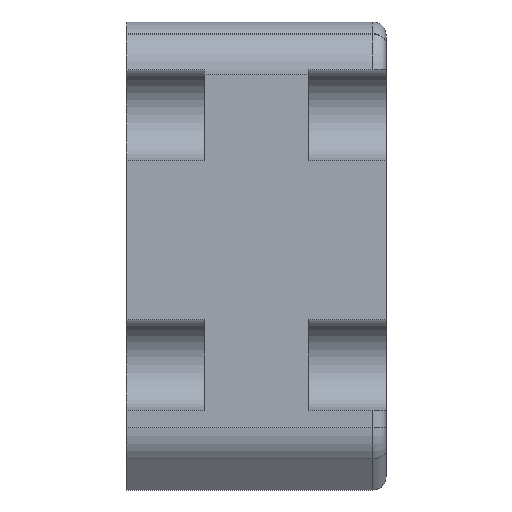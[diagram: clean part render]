
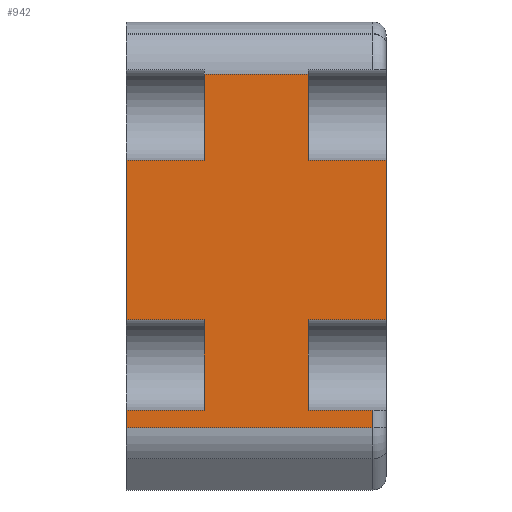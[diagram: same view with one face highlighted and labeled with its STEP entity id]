
A CAD part, front view. The second image highlights one B-rep face of the part: STEP entity #942.
In plain terms, the highlighted planar face has unit normal (0, -1, 0).
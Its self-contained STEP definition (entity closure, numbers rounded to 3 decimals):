
#25=PLANE('',#1063);
#84=FACE_OUTER_BOUND('',#138,.T.);
#138=EDGE_LOOP('',(#755,#756,#757,#758,#759,#760,#761,#762,#763,#764,#765,
#766,#767,#768,#769,#770));
#224=LINE('',#1497,#310);
#234=LINE('',#1528,#320);
#259=LINE('',#1592,#345);
#260=LINE('',#1596,#346);
#261=LINE('',#1598,#347);
#262=LINE('',#1600,#348);
#263=LINE('',#1602,#349);
#264=LINE('',#1604,#350);
#265=LINE('',#1605,#351);
#266=LINE('',#1607,#352);
#267=LINE('',#1609,#353);
#268=LINE('',#1611,#354);
#269=LINE('',#1613,#355);
#270=LINE('',#1615,#356);
#271=LINE('',#1617,#357);
#272=LINE('',#1618,#358);
#310=VECTOR('',#1199,10.);
#320=VECTOR('',#1229,10.);
#345=VECTOR('',#1300,10.);
#346=VECTOR('',#1305,10.);
#347=VECTOR('',#1306,10.);
#348=VECTOR('',#1307,10.);
#349=VECTOR('',#1308,10.);
#350=VECTOR('',#1309,10.);
#351=VECTOR('',#1310,10.);
#352=VECTOR('',#1311,10.);
#353=VECTOR('',#1312,10.);
#354=VECTOR('',#1313,10.);
#355=VECTOR('',#1314,10.);
#356=VECTOR('',#1315,10.);
#357=VECTOR('',#1316,10.);
#358=VECTOR('',#1317,10.);
#413=VERTEX_POINT('',#1494);
#414=VERTEX_POINT('',#1496);
#424=VERTEX_POINT('',#1525);
#425=VERTEX_POINT('',#1527);
#441=VERTEX_POINT('',#1591);
#442=VERTEX_POINT('',#1595);
#443=VERTEX_POINT('',#1597);
#444=VERTEX_POINT('',#1599);
#445=VERTEX_POINT('',#1601);
#446=VERTEX_POINT('',#1603);
#447=VERTEX_POINT('',#1606);
#448=VERTEX_POINT('',#1608);
#449=VERTEX_POINT('',#1610);
#450=VERTEX_POINT('',#1612);
#451=VERTEX_POINT('',#1614);
#452=VERTEX_POINT('',#1616);
#514=EDGE_CURVE('',#413,#414,#224,.T.);
#530=EDGE_CURVE('',#424,#425,#234,.T.);
#562=EDGE_CURVE('',#414,#441,#259,.T.);
#564=EDGE_CURVE('',#413,#442,#260,.T.);
#565=EDGE_CURVE('',#442,#443,#261,.T.);
#566=EDGE_CURVE('',#443,#444,#262,.T.);
#567=EDGE_CURVE('',#445,#444,#263,.T.);
#568=EDGE_CURVE('',#445,#446,#264,.T.);
#569=EDGE_CURVE('',#446,#425,#265,.T.);
#570=EDGE_CURVE('',#424,#447,#266,.T.);
#571=EDGE_CURVE('',#447,#448,#267,.T.);
#572=EDGE_CURVE('',#449,#448,#268,.T.);
#573=EDGE_CURVE('',#449,#450,#269,.T.);
#574=EDGE_CURVE('',#450,#451,#270,.T.);
#575=EDGE_CURVE('',#451,#452,#271,.T.);
#576=EDGE_CURVE('',#441,#452,#272,.T.);
#755=ORIENTED_EDGE('',*,*,#514,.F.);
#756=ORIENTED_EDGE('',*,*,#564,.T.);
#757=ORIENTED_EDGE('',*,*,#565,.T.);
#758=ORIENTED_EDGE('',*,*,#566,.T.);
#759=ORIENTED_EDGE('',*,*,#567,.F.);
#760=ORIENTED_EDGE('',*,*,#568,.T.);
#761=ORIENTED_EDGE('',*,*,#569,.T.);
#762=ORIENTED_EDGE('',*,*,#530,.F.);
#763=ORIENTED_EDGE('',*,*,#570,.T.);
#764=ORIENTED_EDGE('',*,*,#571,.T.);
#765=ORIENTED_EDGE('',*,*,#572,.F.);
#766=ORIENTED_EDGE('',*,*,#573,.T.);
#767=ORIENTED_EDGE('',*,*,#574,.T.);
#768=ORIENTED_EDGE('',*,*,#575,.T.);
#769=ORIENTED_EDGE('',*,*,#576,.F.);
#770=ORIENTED_EDGE('',*,*,#562,.F.);
#942=ADVANCED_FACE('',(#84),#25,.F.);
#1063=AXIS2_PLACEMENT_3D('',#1594,#1303,#1304);
#1199=DIRECTION('',(0.,0.,-1.));
#1229=DIRECTION('',(1.,0.,0.));
#1300=DIRECTION('',(-1.,0.,0.));
#1303=DIRECTION('center_axis',(0.,1.,0.));
#1304=DIRECTION('ref_axis',(0.,0.,1.));
#1305=DIRECTION('',(-1.,0.,0.));
#1306=DIRECTION('',(0.,0.,1.));
#1307=DIRECTION('',(1.,0.,0.));
#1308=DIRECTION('',(0.,0.,-1.));
#1309=DIRECTION('',(-1.,0.,0.));
#1310=DIRECTION('',(0.,0.,1.));
#1311=DIRECTION('',(0.,0.,-1.));
#1312=DIRECTION('',(-1.,0.,0.));
#1313=DIRECTION('',(0.,0.,1.));
#1314=DIRECTION('',(1.,0.,0.));
#1315=DIRECTION('',(0.,0.,-1.));
#1316=DIRECTION('',(-1.,0.,0.));
#1317=DIRECTION('',(0.,0.,1.));
#1494=CARTESIAN_POINT('',(-0.5,0.,-14.931));
#1496=CARTESIAN_POINT('',(-0.5,0.,-15.596));
#1497=CARTESIAN_POINT('',(-0.5,0.,-4.5));
#1525=CARTESIAN_POINT('',(-7.,0.,-2.009));
#1527=CARTESIAN_POINT('',(-3.,0.,-2.009));
#1528=CARTESIAN_POINT('',(-2.5,0.,-2.009));
#1591=CARTESIAN_POINT('',(-10.,0.,-15.596));
#1592=CARTESIAN_POINT('',(-2.5,0.,-15.596));
#1594=CARTESIAN_POINT('Origin',(-5.,0.,-9.));
#1595=CARTESIAN_POINT('',(-3.,0.,-14.931));
#1596=CARTESIAN_POINT('',(-2.5,0.,-14.931));
#1597=CARTESIAN_POINT('',(-3.,0.,-11.457));
#1598=CARTESIAN_POINT('',(-3.,0.,-11.097));
#1599=CARTESIAN_POINT('',(0.,0.,-11.457));
#1600=CARTESIAN_POINT('',(-2.5,0.,-11.457));
#1601=CARTESIAN_POINT('',(0.,0.,-5.317));
#1602=CARTESIAN_POINT('',(0.,0.,0.));
#1603=CARTESIAN_POINT('',(-3.,0.,-5.317));
#1604=CARTESIAN_POINT('',(-2.5,0.,-5.317));
#1605=CARTESIAN_POINT('',(-3.,0.,-6.29));
#1606=CARTESIAN_POINT('',(-7.,0.,-5.317));
#1607=CARTESIAN_POINT('',(-7.,0.,-6.29));
#1608=CARTESIAN_POINT('',(-10.,0.,-5.317));
#1609=CARTESIAN_POINT('',(-7.5,0.,-5.317));
#1610=CARTESIAN_POINT('',(-10.,0.,-11.457));
#1611=CARTESIAN_POINT('',(-10.,0.,-18.));
#1612=CARTESIAN_POINT('',(-7.,0.,-11.457));
#1613=CARTESIAN_POINT('',(-7.5,0.,-11.457));
#1614=CARTESIAN_POINT('',(-7.,0.,-14.931));
#1615=CARTESIAN_POINT('',(-7.,0.,-11.097));
#1616=CARTESIAN_POINT('',(-10.,0.,-14.931));
#1617=CARTESIAN_POINT('',(-7.5,0.,-14.931));
#1618=CARTESIAN_POINT('',(-10.,0.,-18.));
